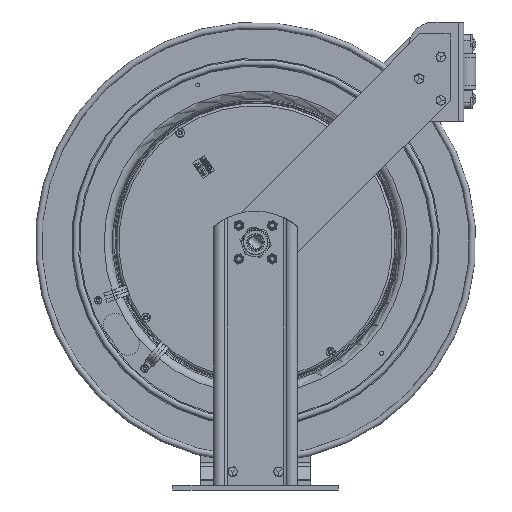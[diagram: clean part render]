
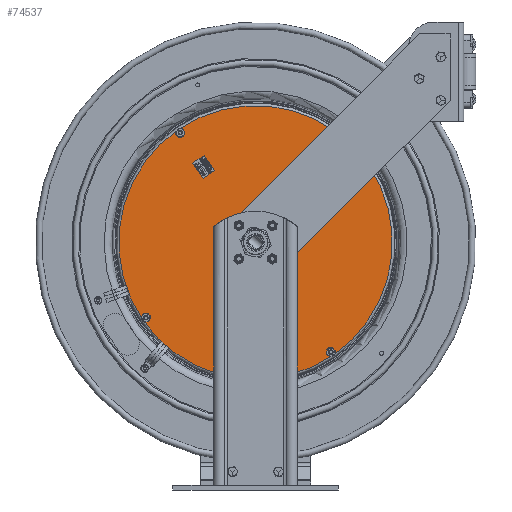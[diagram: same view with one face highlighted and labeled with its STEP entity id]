
A CAD part, front view. The second image highlights one B-rep face of the part: STEP entity #74537.
In plain terms, the highlighted planar face has unit normal (0, -1, 0).
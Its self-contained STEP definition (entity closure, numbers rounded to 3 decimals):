
#4634=FACE_BOUND('',#10403,.T.);
#4635=FACE_BOUND('',#10404,.T.);
#4636=FACE_BOUND('',#10405,.T.);
#4637=FACE_BOUND('',#10406,.T.);
#4638=FACE_BOUND('',#10407,.T.);
#7128=FACE_OUTER_BOUND('',#10402,.T.);
#10402=EDGE_LOOP('',(#64553));
#10403=EDGE_LOOP('',(#64554));
#10404=EDGE_LOOP('',(#64555));
#10405=EDGE_LOOP('',(#64556));
#10406=EDGE_LOOP('',(#64557));
#10407=EDGE_LOOP('',(#64558));
#13468=CIRCLE('',#80218,7.455);
#13469=CIRCLE('',#80219,0.655);
#13470=CIRCLE('',#80220,0.14);
#13471=CIRCLE('',#80221,0.14);
#13472=CIRCLE('',#80222,0.14);
#13473=CIRCLE('',#80223,0.14);
#35252=VERTEX_POINT('',#130633);
#35253=VERTEX_POINT('',#130635);
#35254=VERTEX_POINT('',#130637);
#35255=VERTEX_POINT('',#130639);
#35256=VERTEX_POINT('',#130641);
#35257=VERTEX_POINT('',#130643);
#47391=EDGE_CURVE('',#35252,#35252,#13468,.T.);
#47392=EDGE_CURVE('',#35253,#35253,#13469,.T.);
#47393=EDGE_CURVE('',#35254,#35254,#13470,.T.);
#47394=EDGE_CURVE('',#35255,#35255,#13471,.T.);
#47395=EDGE_CURVE('',#35256,#35256,#13472,.T.);
#47396=EDGE_CURVE('',#35257,#35257,#13473,.T.);
#64553=ORIENTED_EDGE('',*,*,#47391,.F.);
#64554=ORIENTED_EDGE('',*,*,#47392,.T.);
#64555=ORIENTED_EDGE('',*,*,#47393,.T.);
#64556=ORIENTED_EDGE('',*,*,#47394,.T.);
#64557=ORIENTED_EDGE('',*,*,#47395,.T.);
#64558=ORIENTED_EDGE('',*,*,#47396,.T.);
#69032=PLANE('',#80217);
#74537=ADVANCED_FACE('',(#7128,#4634,#4635,#4636,#4637,#4638),#69032,.T.);
#80217=AXIS2_PLACEMENT_3D('',#130632,#95985,#95986);
#80218=AXIS2_PLACEMENT_3D('',#130634,#95987,#95988);
#80219=AXIS2_PLACEMENT_3D('',#130636,#95989,#95990);
#80220=AXIS2_PLACEMENT_3D('',#130638,#95991,#95992);
#80221=AXIS2_PLACEMENT_3D('',#130640,#95993,#95994);
#80222=AXIS2_PLACEMENT_3D('',#130642,#95995,#95996);
#80223=AXIS2_PLACEMENT_3D('',#130644,#95997,#95998);
#95985=DIRECTION('center_axis',(0.,-1.,0.));
#95986=DIRECTION('ref_axis',(-0.565,0.,0.825));
#95987=DIRECTION('center_axis',(0.,1.,0.));
#95988=DIRECTION('ref_axis',(-0.565,0.,0.825));
#95989=DIRECTION('center_axis',(0.,1.,0.));
#95990=DIRECTION('ref_axis',(0.565,0.,-0.825));
#95991=DIRECTION('center_axis',(0.,1.,0.));
#95992=DIRECTION('ref_axis',(-0.565,0.,0.825));
#95993=DIRECTION('center_axis',(0.,1.,0.));
#95994=DIRECTION('ref_axis',(-0.565,0.,0.825));
#95995=DIRECTION('center_axis',(0.,1.,0.));
#95996=DIRECTION('ref_axis',(-0.565,0.,0.825));
#95997=DIRECTION('center_axis',(0.,1.,0.));
#95998=DIRECTION('ref_axis',(-0.565,0.,0.825));
#130632=CARTESIAN_POINT('Origin',(0.,-0.879,
13.49));
#130633=CARTESIAN_POINT('',(4.216,-0.879,7.341));
#130634=CARTESIAN_POINT('Origin',(0.,-0.879,
13.49));
#130635=CARTESIAN_POINT('',(-0.37,-0.879,14.03));
#130636=CARTESIAN_POINT('Origin',(0.,-0.879,
13.49));
#130637=CARTESIAN_POINT('',(-4.179,-0.879,19.585));
#130638=CARTESIAN_POINT('Origin',(-4.1,-0.879,
19.469));
#130639=CARTESIAN_POINT('',(5.9,-0.879,17.705));
#130640=CARTESIAN_POINT('Origin',(5.979,-0.879,17.59));
#130641=CARTESIAN_POINT('',(-6.059,-0.879,9.506));
#130642=CARTESIAN_POINT('Origin',(-5.979,-0.879,
9.39));
#130643=CARTESIAN_POINT('',(4.021,-0.879,7.626));
#130644=CARTESIAN_POINT('Origin',(4.1,-0.879,7.511));
